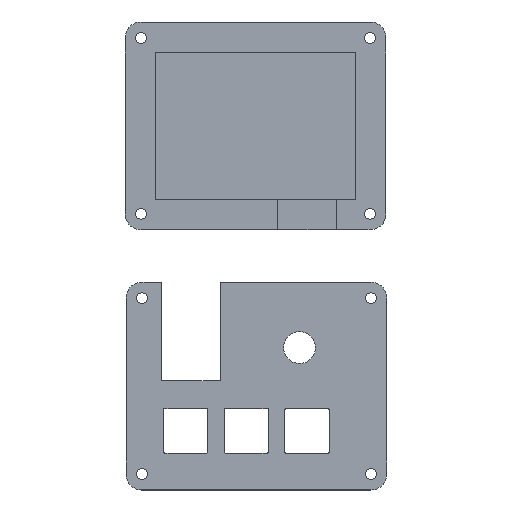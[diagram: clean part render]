
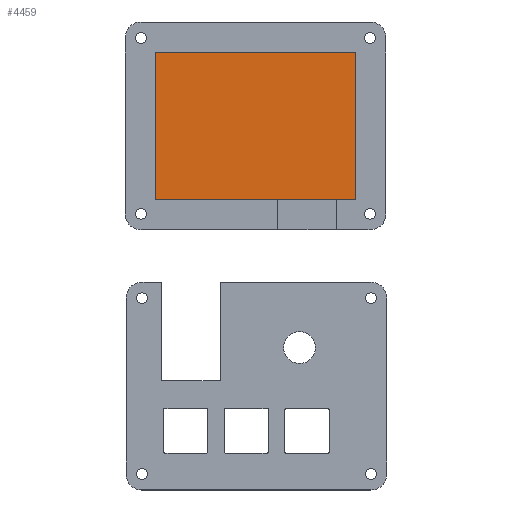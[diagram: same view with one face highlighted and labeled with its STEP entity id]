
A CAD part, top view. The second image highlights one B-rep face of the part: STEP entity #4459.
In plain terms, the highlighted planar face has unit normal (0, 0, 1).
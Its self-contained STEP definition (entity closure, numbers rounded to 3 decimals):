
#510=PLANE('',#4749);
#587=FACE_OUTER_BOUND('',#842,.T.);
#842=EDGE_LOOP('',(#3097,#3098,#3099,#3100));
#1148=LINE('',#5687,#1488);
#1150=LINE('',#5691,#1490);
#1151=LINE('',#5693,#1491);
#1152=LINE('',#5694,#1492);
#1488=VECTOR('',#4986,10.);
#1490=VECTOR('',#4990,10.);
#1491=VECTOR('',#4991,10.);
#1492=VECTOR('',#4992,10.);
#1893=VERTEX_POINT('',#5684);
#1894=VERTEX_POINT('',#5686);
#1895=VERTEX_POINT('',#5690);
#1896=VERTEX_POINT('',#5692);
#2370=EDGE_CURVE('',#1893,#1894,#1148,.T.);
#2372=EDGE_CURVE('',#1894,#1895,#1150,.T.);
#2373=EDGE_CURVE('',#1896,#1893,#1151,.T.);
#2374=EDGE_CURVE('',#1895,#1896,#1152,.T.);
#3097=ORIENTED_EDGE('',*,*,#2372,.F.);
#3098=ORIENTED_EDGE('',*,*,#2370,.F.);
#3099=ORIENTED_EDGE('',*,*,#2373,.F.);
#3100=ORIENTED_EDGE('',*,*,#2374,.F.);
#4459=ADVANCED_FACE('',(#587),#510,.T.);
#4749=AXIS2_PLACEMENT_3D('',#5689,#4988,#4989);
#4986=DIRECTION('',(-1.,0.,0.));
#4988=DIRECTION('center_axis',(0.,0.,1.));
#4989=DIRECTION('ref_axis',(1.,0.,0.));
#4990=DIRECTION('',(0.,1.,0.));
#4991=DIRECTION('',(0.,-1.,0.));
#4992=DIRECTION('',(1.,0.,0.));
#5684=CARTESIAN_POINT('',(62.913,0.,3.));
#5686=CARTESIAN_POINT('',(0.,0.,3.));
#5687=CARTESIAN_POINT('',(47.185,0.,3.));
#5689=CARTESIAN_POINT('Origin',(31.457,23.122,3.));
#5690=CARTESIAN_POINT('',(0.,46.244,3.));
#5691=CARTESIAN_POINT('',(0.,11.561,3.));
#5692=CARTESIAN_POINT('',(62.913,46.244,3.));
#5693=CARTESIAN_POINT('',(62.913,34.683,3.));
#5694=CARTESIAN_POINT('',(15.728,46.244,3.));
